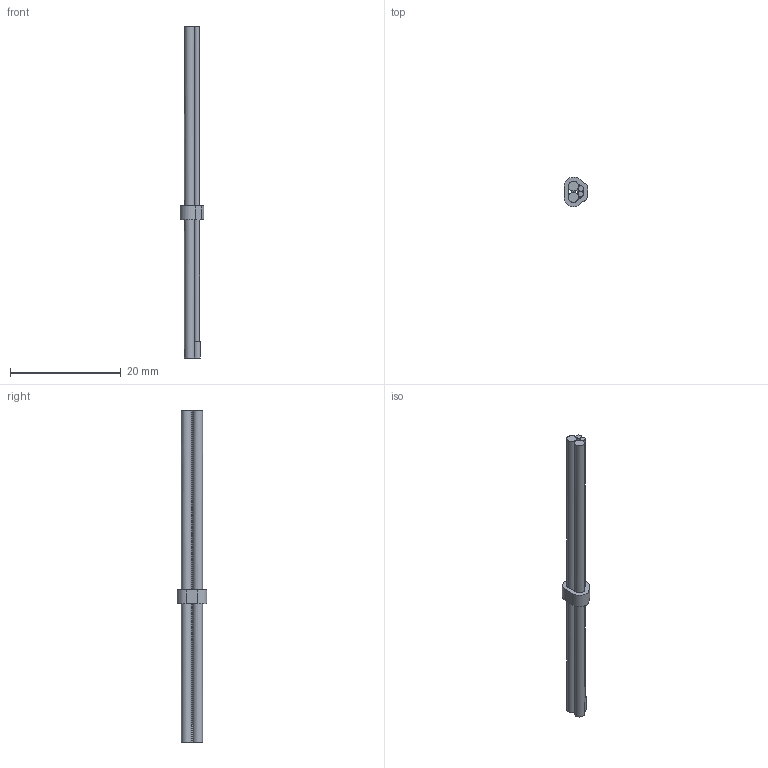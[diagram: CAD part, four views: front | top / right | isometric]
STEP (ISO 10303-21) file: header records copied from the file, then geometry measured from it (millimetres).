
FILE_DESCRIPTION(/* description */ ('Alibre Inc.'),/* implementation_level */ '2;1');
FILE_NAME(/* name */ 'export0',/* time_stamp */ '2015-07-05T23:10:17+12:00',/* author */ (''),/* organization */ (''),/* preprocessor_version */ 'ST-DEVELOPER v14',/* originating_system */ 'Alibre',/* authorisation */ '');
FILE_SCHEMA (('CONFIG_CONTROL_DESIGN'));
Length unit declared in the file: millimetre
Products named in the file (1): ID_1
Bounding box: 4.31 x 5.41 x 60 mm (x, y, z)
Volume: 428.9 mm3; surface area: 1064.7 mm2
Topology: 1 solids, 1 shells, 34 faces, 102 edges, 68 vertices
Faces by surface type: plane 22, cylinder 12
Entity records: 1241 total; most frequent: ORIENTED_EDGE 204, CARTESIAN_POINT 204, DIRECTION 184, EDGE_CURVE 102, AXIS2_PLACEMENT_3D 70, VERTEX_POINT 68, VECTOR 66, LINE 66
